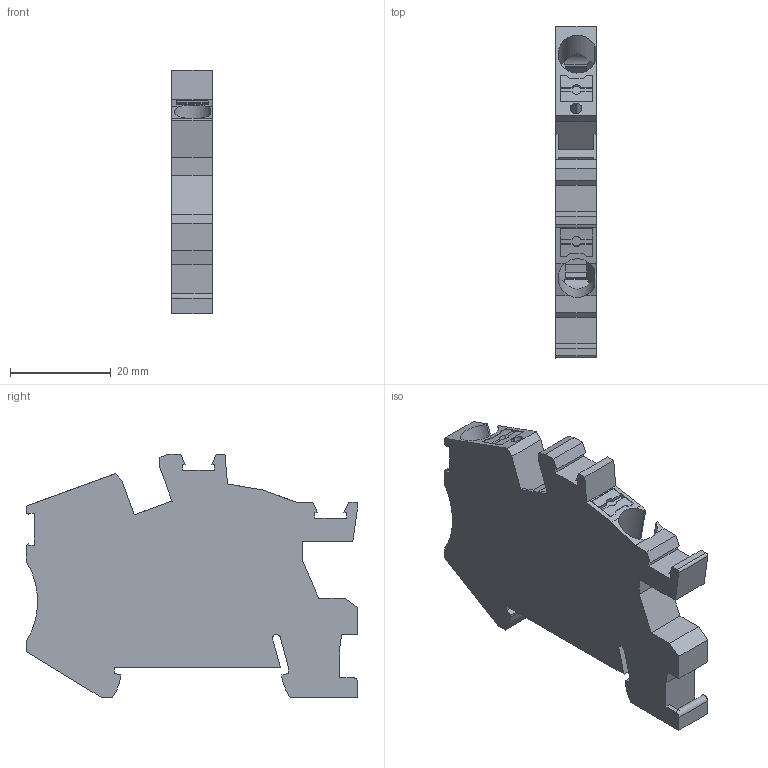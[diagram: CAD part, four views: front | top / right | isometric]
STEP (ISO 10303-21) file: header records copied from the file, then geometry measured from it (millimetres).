
FILE_DESCRIPTION(('Creo Elements/Direct Modeling STEP Export'),'2;1');
FILE_NAME('model.stp','2018-02-09T 3:02:05',(''),(''),'Creo Elements/Direct Modeling STEP processor for AP214 (Solid Model)','Creo Elements/Direct Modeling 18.1I 14-Aug-2016 (C) Parametric Technology GmbH','');
FILE_SCHEMA(('AUTOMOTIVE_DESIGN { 1 0 10303 214 1 1 1 1 }'));
Length unit declared in the file: millimetre
Products named in the file (1): PTI_6_BU-select
Bounding box: 8.15 x 66.01 x 48.5 mm (x, y, z)
Volume: 15994.1 mm3; surface area: 8540.5 mm2
Topology: 1 solids, 1 shells, 175 faces, 504 edges, 334 vertices
Faces by surface type: plane 143, cylinder 32
Entity records: 7905 total; most frequent: CARTESIAN_POINT 1891, ORIENTED_EDGE 1008, DIRECTION 886, EDGE_CURVE 504, VECTOR 412, LINE 412, VERTEX_POINT 334, AXIS2_PLACEMENT_3D 237
